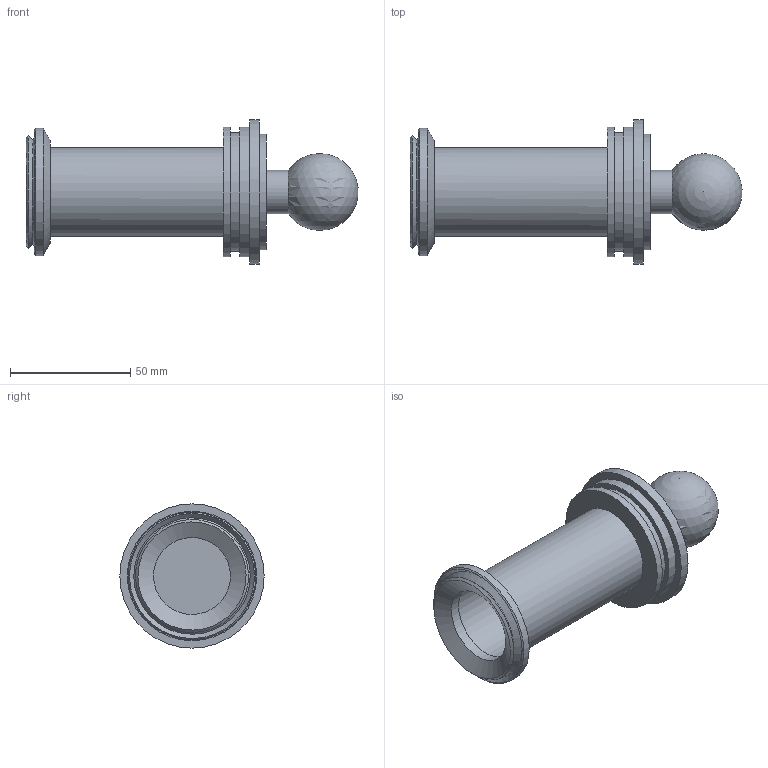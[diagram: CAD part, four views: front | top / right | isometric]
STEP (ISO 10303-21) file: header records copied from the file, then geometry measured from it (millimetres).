
FILE_DESCRIPTION((''),'2;1');
FILE_NAME('60302032X300.stp','2010-10-29T10:49:26',('Creator'),(''),'Autodesk Inventor 2010','Autodesk Inventor 2010','');
FILE_SCHEMA(('AUTOMOTIVE_DESIGN { 1 0 10303 214 1 1 1 1 }'));
Length unit declared in the file: millimetre
Products named in the file (1): 60302032X300
Bounding box: 138.09 x 60 x 60 mm (x, y, z)
Volume: 78588.7 mm3; surface area: 34807.7 mm2
Topology: 1 solids, 2 shells, 37 faces, 65 edges, 40 vertices
Faces by surface type: cylinder 14, plane 12, cone 10, sphere 1
Full cylindrical faces by diameter (mm): 6.647 x2, 8.5 x1, 18 x1, 32 x1, 33 x1, 34 x1, 37 x1, 48 x1, 49.4 x1, 53 x1, 53.8 x2, 60 x1
Entity records: 772 total; most frequent: DIRECTION 146, CARTESIAN_POINT 108, AXIS2_PLACEMENT_3D 73, ORIENTED_EDGE 70, EDGE_LOOP 70, FACE_OUTER_BOUND 37, ADVANCED_FACE 37, VERTEX_POINT 35
